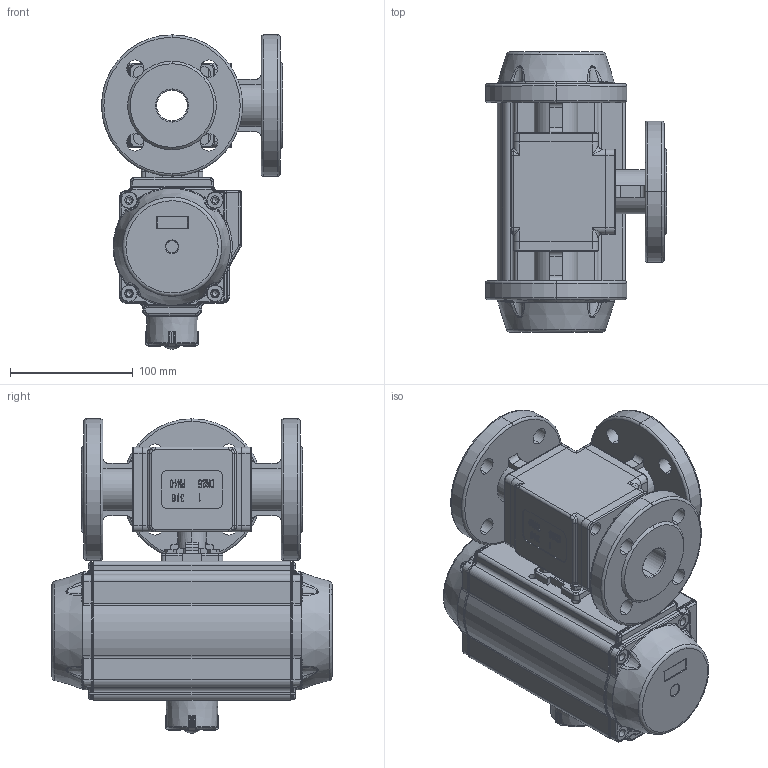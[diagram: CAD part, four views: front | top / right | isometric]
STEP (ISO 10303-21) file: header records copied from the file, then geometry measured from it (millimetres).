
FILE_DESCRIPTION(/* description */ ('Unknown'),/* implementation_level */ '2;1');
FILE_NAME(/* name */ 'PE04 9342_9343-06',/* time_stamp */ '2025-03-21T09:00:03+01:00',/* author */ ('Unknown'),/* organization */ ('Unknown'),/* preprocessor_version */ 'ST-DEVELOPER v19.4',/* originating_system */ 'Solid Edge',/* authorisation */ 'Unknown');
FILE_SCHEMA (('AUTOMOTIVE_DESIGN {1 0 10303 214 3 1 1}'));
Products named in the file (18): PE04 9342_9343-06; 9342_9343-06; 概极; 概裔; 概裝; MV-85 NUT DN25; Nut Stopper; DIN 933 M5x16 A2-70 BLK_EDST; PD05_PE04; VTE85____; Optische Anzeige; ______; ________(___________; cup head nib bolts with large head gb_GB_FASTENER_BOLT_CHNBW M6X25-N; huosai85; zhou85; vt85-2016-06-25  _______MIR; vt85-2016-06-25
Assembly tree (26 placements, depth 4):
  PE04 9342_9343-06
    9342_9343-06
      概极
      概裔  x3
      概裝
      MV-85 NUT DN25
      Nut Stopper
    DIN 933 M5x16 A2-70 BLK_EDST  x4
    PD05_PE04
      VTE85____
      Optische Anzeige
        ______
        ________(___________  x4
        cup head nib bolts with large head gb_GB_FASTENER_BOLT_CHNBW M6X25-N
      huosai85  x2
      zhou85
      vt85-2016-06-25  _______MIR
      vt85-2016-06-25
Bounding box: 147.5 x 228 x 255.81 mm (x, y, z)
Volume: 1980051.7 mm3; surface area: 511707.3 mm2
Topology: 23 solids, 23 shells, 3644 faces, 9176 edges, 5690 vertices
Faces by surface type: plane 1097, cylinder 992, bspline 715, torus 560, cone 267, sphere 13
Full cylindrical faces by diameter (mm): 3 x16, 3.3 x8, 4 x2, 4.134 x8, 4.66 x1, 4.917 x13, 5 x5, 6 x1, 6.2 x1, 6.647 x6, 8 x4, 11.445 x2, 12 x2, 13 x10, 16.2 x1, 16.5 x1, 18.7 x1, 20 x7, 23 x12, 26 x1, 27 x1, 31.5 x1, 32.2 x1, 32.4 x1, 36 x4, 38.5 x1, 73 x2, 79.2 x2, 80 x2, 84 x6
Entity records: 110105 total; most frequent: CARTESIAN_POINT 48724, ORIENTED_EDGE 13456, DIRECTION 11276, EDGE_CURVE 6728, AXIS2_PLACEMENT_3D 4405, VERTEX_POINT 4344, FACE_BOUND 3242, EDGE_LOOP 3230
